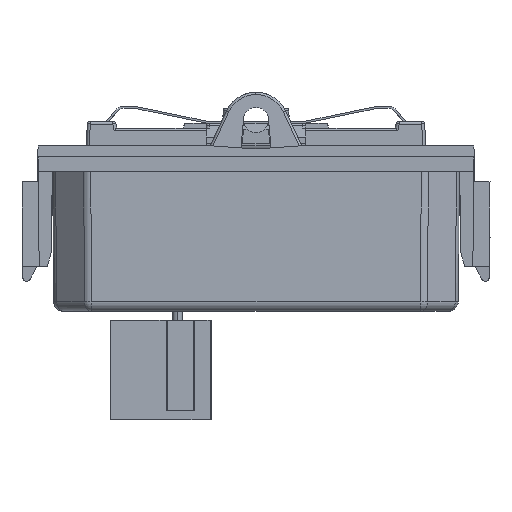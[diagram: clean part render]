
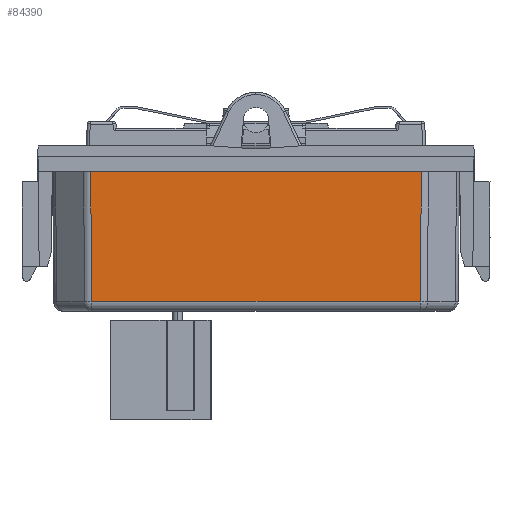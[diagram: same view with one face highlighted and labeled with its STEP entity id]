
A CAD part, left-side view. The second image highlights one B-rep face of the part: STEP entity #84390.
In plain terms, the highlighted face is planar.
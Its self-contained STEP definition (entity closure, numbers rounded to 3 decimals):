
#84362=AXIS2_PLACEMENT_3D('Plane Axis2P3D',#84359,#84360,#84361) ;
#83435=CARTESIAN_POINT('Vertex',(16.586,21.9,0.)) ;
#83438=CARTESIAN_POINT('Line Origine',(8.293,21.9,0.)) ;
#83442=CARTESIAN_POINT('Vertex',(0.,21.9,0.)) ;
#83445=CARTESIAN_POINT('Line Origine',(-8.293,21.9,0.)) ;
#83449=CARTESIAN_POINT('Vertex',(-16.586,21.9,0.)) ;
#84340=CARTESIAN_POINT('Line Origine',(16.56,21.839,-7.)) ;
#84344=CARTESIAN_POINT('Vertex',(16.539,21.786,-13.009)) ;
#84359=CARTESIAN_POINT('Axis2P3D Location',(-8.5,21.9,0.)) ;
#84364=CARTESIAN_POINT('Line Origine',(-10.213,21.786,-13.009)) ;
#84368=CARTESIAN_POINT('Vertex',(0.,21.786,-13.009)) ;
#84371=CARTESIAN_POINT('Line Origine',(-10.213,21.786,-13.009)) ;
#84375=CARTESIAN_POINT('Vertex',(-16.539,21.786,-13.009)) ;
#84379=CARTESIAN_POINT('Control Point',(-16.539,21.786,-13.009)) ;
#84380=CARTESIAN_POINT('Control Point',(-16.586,21.9,0.)) ;
#83439=DIRECTION('Vector Direction',(1.,0.,0.)) ;
#83446=DIRECTION('Vector Direction',(1.,0.,0.)) ;
#84341=DIRECTION('Vector Direction',(0.004,0.009,1.)) ;
#84360=DIRECTION('Axis2P3D Direction',(0.,-1.,0.009)) ;
#84361=DIRECTION('Axis2P3D XDirection',(1.,0.,0.)) ;
#84365=DIRECTION('Vector Direction',(1.,0.,0.)) ;
#84372=DIRECTION('Vector Direction',(1.,0.,0.)) ;
#83440=VECTOR('Line Direction',#83439,1.) ;
#83447=VECTOR('Line Direction',#83446,1.) ;
#84342=VECTOR('Line Direction',#84341,1.) ;
#84366=VECTOR('Line Direction',#84365,1.) ;
#84373=VECTOR('Line Direction',#84372,1.) ;
#84383=ORIENTED_EDGE('',*,*,#83444,.F.) ;
#84384=ORIENTED_EDGE('',*,*,#84346,.T.) ;
#84385=ORIENTED_EDGE('',*,*,#84370,.F.) ;
#84386=ORIENTED_EDGE('',*,*,#84377,.T.) ;
#84387=ORIENTED_EDGE('',*,*,#84381,.F.) ;
#84388=ORIENTED_EDGE('',*,*,#83451,.T.) ;
#84390=ADVANCED_FACE('BODY_LAVORO',(#84389),#84363,.F.) ;
#84378=B_SPLINE_CURVE_WITH_KNOTS('',1,(#84379,#84380),.UNSPECIFIED.,.F.,.U.,(2,2),(-6.009,7.),.UNSPECIFIED.) ;
#83444=EDGE_CURVE('',#83436,#83443,#83441,.F.) ;
#83451=EDGE_CURVE('',#83450,#83443,#83448,.T.) ;
#84346=EDGE_CURVE('',#83436,#84345,#84343,.F.) ;
#84370=EDGE_CURVE('',#84369,#84345,#84367,.T.) ;
#84377=EDGE_CURVE('',#84369,#84376,#84374,.F.) ;
#84381=EDGE_CURVE('',#83450,#84376,#84378,.F.) ;
#84382=EDGE_LOOP('',(#84383,#84384,#84385,#84386,#84387,#84388)) ;
#84389=FACE_OUTER_BOUND('',#84382,.T.) ;
#83441=LINE('Line',#83438,#83440) ;
#83448=LINE('Line',#83445,#83447) ;
#84343=LINE('Line',#84340,#84342) ;
#84367=LINE('Line',#84364,#84366) ;
#84374=LINE('Line',#84371,#84373) ;
#84363=PLANE('',#84362) ;
#83436=VERTEX_POINT('',#83435) ;
#83443=VERTEX_POINT('',#83442) ;
#83450=VERTEX_POINT('',#83449) ;
#84345=VERTEX_POINT('',#84344) ;
#84369=VERTEX_POINT('',#84368) ;
#84376=VERTEX_POINT('',#84375) ;
